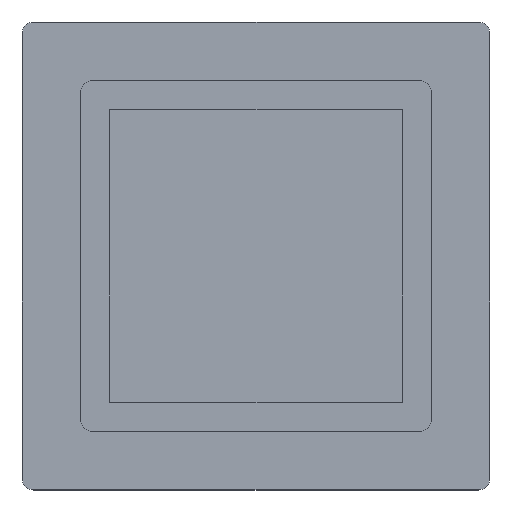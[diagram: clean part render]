
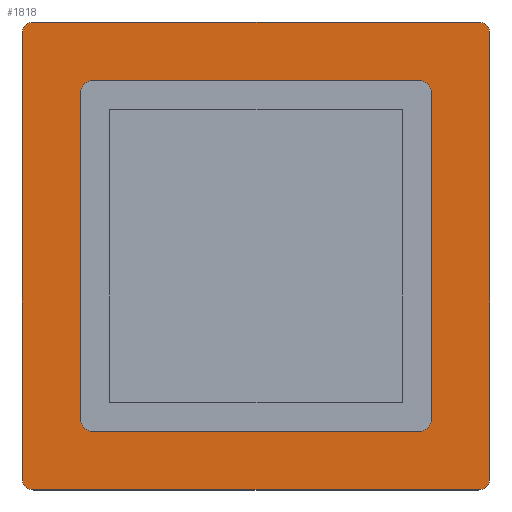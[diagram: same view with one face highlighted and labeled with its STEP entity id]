
A CAD part, top view. The second image highlights one B-rep face of the part: STEP entity #1818.
In plain terms, the highlighted planar face has unit normal (0, 0, 1).
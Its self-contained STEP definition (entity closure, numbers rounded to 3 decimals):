
#47 = CARTESIAN_POINT ( 'NONE',  ( 20., 19., 21. ) ) ;
#48 = VERTEX_POINT ( 'NONE', #1994 ) ;
#66 = EDGE_CURVE ( 'NONE', #1616, #1963, #1187, .T. ) ;
#77 = ORIENTED_EDGE ( 'NONE', *, *, #436, .T. ) ;
#87 = AXIS2_PLACEMENT_3D ( 'NONE', #343, #1177, #1701 ) ;
#131 = CARTESIAN_POINT ( 'NONE',  ( -20., -15., 21. ) ) ;
#140 = EDGE_LOOP ( 'NONE', ( #2182, #1250, #1783, #1396, #2150, #1786, #321, #1679 ) ) ;
#176 = DIRECTION ( 'NONE',  ( 0., 1., 0. ) ) ;
#187 = EDGE_CURVE ( 'NONE', #1496, #509, #661, .T. ) ;
#191 = VECTOR ( 'NONE', #549, 1000. ) ;
#223 = DIRECTION ( 'NONE',  ( 0., 0., -1. ) ) ;
#238 = CARTESIAN_POINT ( 'NONE',  ( 14., 14., 21. ) ) ;
#251 = VERTEX_POINT ( 'NONE', #878 ) ;
#259 = VERTEX_POINT ( 'NONE', #1760 ) ;
#266 = CARTESIAN_POINT ( 'NONE',  ( -15., -14., 21. ) ) ;
#277 = CARTESIAN_POINT ( 'NONE',  ( 14., -14., 21. ) ) ;
#283 = CARTESIAN_POINT ( 'NONE',  ( -15., -20., 21. ) ) ;
#301 = EDGE_CURVE ( 'NONE', #518, #2192, #395, .T. ) ;
#303 = ORIENTED_EDGE ( 'NONE', *, *, #1603, .T. ) ;
#321 = ORIENTED_EDGE ( 'NONE', *, *, #1179, .T. ) ;
#338 = DIRECTION ( 'NONE',  ( 0., 1., 0. ) ) ;
#342 = EDGE_CURVE ( 'NONE', #1180, #259, #689, .T. ) ;
#343 = CARTESIAN_POINT ( 'NONE',  ( -20., -20., 21. ) ) ;
#357 = CARTESIAN_POINT ( 'NONE',  ( -20., 20., 21. ) ) ;
#369 = VECTOR ( 'NONE', #564, 1000. ) ;
#395 = LINE ( 'NONE', #730, #369 ) ;
#398 = EDGE_CURVE ( 'NONE', #259, #1616, #715, .T. ) ;
#405 = DIRECTION ( 'NONE',  ( 0., -1., 0. ) ) ;
#416 = VECTOR ( 'NONE', #338, 1000. ) ;
#436 = EDGE_CURVE ( 'NONE', #1772, #1405, #990, .T. ) ;
#446 = VECTOR ( 'NONE', #719, 1000. ) ;
#456 = DIRECTION ( 'NONE',  ( 0., 0., -1. ) ) ;
#473 = AXIS2_PLACEMENT_3D ( 'NONE', #1647, #1488, #945 ) ;
#478 = EDGE_CURVE ( 'NONE', #2192, #48, #588, .T. ) ;
#485 = AXIS2_PLACEMENT_3D ( 'NONE', #277, #456, #961 ) ;
#493 = ORIENTED_EDGE ( 'NONE', *, *, #1632, .T. ) ;
#509 = VERTEX_POINT ( 'NONE', #1997 ) ;
#518 = VERTEX_POINT ( 'NONE', #639 ) ;
#523 = PLANE ( 'NONE',  #87 ) ;
#549 = DIRECTION ( 'NONE',  ( -1., 0., 0. ) ) ;
#554 = AXIS2_PLACEMENT_3D ( 'NONE', #2220, #1499, #671 ) ;
#564 = DIRECTION ( 'NONE',  ( 1., 0., 0. ) ) ;
#588 = CIRCLE ( 'NONE', #1986, 1. ) ;
#599 = ORIENTED_EDGE ( 'NONE', *, *, #1047, .T. ) ;
#639 = CARTESIAN_POINT ( 'NONE',  ( -14., 15., 21. ) ) ;
#645 = LINE ( 'NONE', #2049, #416 ) ;
#661 = LINE ( 'NONE', #131, #1984 ) ;
#671 = DIRECTION ( 'NONE',  ( 0., 1., 0. ) ) ;
#674 = FACE_OUTER_BOUND ( 'NONE', #140, .T. ) ;
#682 = DIRECTION ( 'NONE',  ( 0., 0., 1. ) ) ;
#689 = CIRCLE ( 'NONE', #1152, 1. ) ;
#698 = CIRCLE ( 'NONE', #738, 1. ) ;
#699 = CARTESIAN_POINT ( 'NONE',  ( -15., 14., 21. ) ) ;
#712 = CARTESIAN_POINT ( 'NONE',  ( -20., 19., 21. ) ) ;
#715 = LINE ( 'NONE', #357, #191 ) ;
#719 = DIRECTION ( 'NONE',  ( 0., -1., 0. ) ) ;
#728 = CARTESIAN_POINT ( 'NONE',  ( 19., -19., 21. ) ) ;
#730 = CARTESIAN_POINT ( 'NONE',  ( -20., 15., 21. ) ) ;
#731 = VECTOR ( 'NONE', #2188, 1000. ) ;
#738 = AXIS2_PLACEMENT_3D ( 'NONE', #1253, #223, #1934 ) ;
#878 = CARTESIAN_POINT ( 'NONE',  ( -19., -20., 21. ) ) ;
#922 = DIRECTION ( 'NONE',  ( 0., 0., -1. ) ) ;
#945 = DIRECTION ( 'NONE',  ( 0., 1., 0. ) ) ;
#961 = DIRECTION ( 'NONE',  ( 0., 1., 0. ) ) ;
#978 = DIRECTION ( 'NONE',  ( 0., 1., 0. ) ) ;
#990 = LINE ( 'NONE', #283, #731 ) ;
#1047 = EDGE_CURVE ( 'NONE', #1405, #518, #1696, .T. ) ;
#1082 = EDGE_CURVE ( 'NONE', #1728, #1180, #645, .T. ) ;
#1083 = DIRECTION ( 'NONE',  ( 1., 0., 0. ) ) ;
#1096 = DIRECTION ( 'NONE',  ( 0., 0., 1. ) ) ;
#1152 = AXIS2_PLACEMENT_3D ( 'NONE', #1716, #1410, #176 ) ;
#1177 = DIRECTION ( 'NONE',  ( 0., 0., 1. ) ) ;
#1179 = EDGE_CURVE ( 'NONE', #1963, #2000, #1583, .T. ) ;
#1180 = VERTEX_POINT ( 'NONE', #47 ) ;
#1187 = CIRCLE ( 'NONE', #473, 1. ) ;
#1190 = FACE_BOUND ( 'NONE', #1920, .T. ) ;
#1242 = LINE ( 'NONE', #1933, #1843 ) ;
#1250 = ORIENTED_EDGE ( 'NONE', *, *, #1613, .T. ) ;
#1253 = CARTESIAN_POINT ( 'NONE',  ( -14., -14., 21. ) ) ;
#1284 = ORIENTED_EDGE ( 'NONE', *, *, #478, .T. ) ;
#1293 = ORIENTED_EDGE ( 'NONE', *, *, #1759, .T. ) ;
#1344 = EDGE_CURVE ( 'NONE', #2000, #251, #1698, .T. ) ;
#1368 = CARTESIAN_POINT ( 'NONE',  ( 14., -15., 21. ) ) ;
#1396 = ORIENTED_EDGE ( 'NONE', *, *, #342, .T. ) ;
#1405 = VERTEX_POINT ( 'NONE', #699 ) ;
#1410 = DIRECTION ( 'NONE',  ( 0., 0., 1. ) ) ;
#1488 = DIRECTION ( 'NONE',  ( 0., 0., 1. ) ) ;
#1496 = VERTEX_POINT ( 'NONE', #1368 ) ;
#1499 = DIRECTION ( 'NONE',  ( 0., 0., -1. ) ) ;
#1555 = AXIS2_PLACEMENT_3D ( 'NONE', #728, #1096, #1755 ) ;
#1583 = LINE ( 'NONE', #1597, #446 ) ;
#1591 = CARTESIAN_POINT ( 'NONE',  ( -19., 20., 21. ) ) ;
#1597 = CARTESIAN_POINT ( 'NONE',  ( -20., 20., 21. ) ) ;
#1601 = LINE ( 'NONE', #2117, #2106 ) ;
#1603 = EDGE_CURVE ( 'NONE', #48, #1706, #1601, .T. ) ;
#1613 = EDGE_CURVE ( 'NONE', #1959, #1728, #2210, .T. ) ;
#1616 = VERTEX_POINT ( 'NONE', #1591 ) ;
#1626 = ORIENTED_EDGE ( 'NONE', *, *, #301, .T. ) ;
#1632 = EDGE_CURVE ( 'NONE', #509, #1772, #698, .T. ) ;
#1647 = CARTESIAN_POINT ( 'NONE',  ( -19., 19., 21. ) ) ;
#1679 = ORIENTED_EDGE ( 'NONE', *, *, #1344, .T. ) ;
#1696 = CIRCLE ( 'NONE', #554, 1. ) ;
#1698 = CIRCLE ( 'NONE', #1813, 1. ) ;
#1701 = DIRECTION ( 'NONE',  ( 0., -1., 0. ) ) ;
#1706 = VERTEX_POINT ( 'NONE', #1800 ) ;
#1716 = CARTESIAN_POINT ( 'NONE',  ( 19., 19., 21. ) ) ;
#1728 = VERTEX_POINT ( 'NONE', #2168 ) ;
#1755 = DIRECTION ( 'NONE',  ( 0., 1., 0. ) ) ;
#1759 = EDGE_CURVE ( 'NONE', #1706, #1496, #2068, .T. ) ;
#1760 = CARTESIAN_POINT ( 'NONE',  ( 19., 20., 21. ) ) ;
#1765 = CARTESIAN_POINT ( 'NONE',  ( 19., -20., 21. ) ) ;
#1772 = VERTEX_POINT ( 'NONE', #266 ) ;
#1783 = ORIENTED_EDGE ( 'NONE', *, *, #1082, .T. ) ;
#1786 = ORIENTED_EDGE ( 'NONE', *, *, #66, .T. ) ;
#1797 = ORIENTED_EDGE ( 'NONE', *, *, #187, .T. ) ;
#1800 = CARTESIAN_POINT ( 'NONE',  ( 15., -14., 21. ) ) ;
#1813 = AXIS2_PLACEMENT_3D ( 'NONE', #1861, #682, #2187 ) ;
#1818 = ADVANCED_FACE ( 'NONE', ( #1190, #674 ), #523, .T. ) ;
#1843 = VECTOR ( 'NONE', #1083, 1000. ) ;
#1861 = CARTESIAN_POINT ( 'NONE',  ( -19., -19., 21. ) ) ;
#1920 = EDGE_LOOP ( 'NONE', ( #77, #599, #1626, #1284, #303, #1293, #1797, #493 ) ) ;
#1933 = CARTESIAN_POINT ( 'NONE',  ( -20., -20., 21. ) ) ;
#1934 = DIRECTION ( 'NONE',  ( 0., 1., 0. ) ) ;
#1959 = VERTEX_POINT ( 'NONE', #1765 ) ;
#1963 = VERTEX_POINT ( 'NONE', #712 ) ;
#1984 = VECTOR ( 'NONE', #2037, 1000. ) ;
#1986 = AXIS2_PLACEMENT_3D ( 'NONE', #238, #922, #978 ) ;
#1994 = CARTESIAN_POINT ( 'NONE',  ( 15., 14., 21. ) ) ;
#1996 = CARTESIAN_POINT ( 'NONE',  ( 14., 15., 21. ) ) ;
#1997 = CARTESIAN_POINT ( 'NONE',  ( -14., -15., 21. ) ) ;
#2000 = VERTEX_POINT ( 'NONE', #2125 ) ;
#2037 = DIRECTION ( 'NONE',  ( -1., 0., 0. ) ) ;
#2049 = CARTESIAN_POINT ( 'NONE',  ( 20., 20., 21. ) ) ;
#2064 = EDGE_CURVE ( 'NONE', #251, #1959, #1242, .T. ) ;
#2068 = CIRCLE ( 'NONE', #485, 1. ) ;
#2106 = VECTOR ( 'NONE', #405, 1000. ) ;
#2117 = CARTESIAN_POINT ( 'NONE',  ( 15., -20., 21. ) ) ;
#2125 = CARTESIAN_POINT ( 'NONE',  ( -20., -19., 21. ) ) ;
#2150 = ORIENTED_EDGE ( 'NONE', *, *, #398, .T. ) ;
#2168 = CARTESIAN_POINT ( 'NONE',  ( 20., -19., 21. ) ) ;
#2182 = ORIENTED_EDGE ( 'NONE', *, *, #2064, .T. ) ;
#2187 = DIRECTION ( 'NONE',  ( 0., 1., 0. ) ) ;
#2188 = DIRECTION ( 'NONE',  ( 0., 1., 0. ) ) ;
#2192 = VERTEX_POINT ( 'NONE', #1996 ) ;
#2210 = CIRCLE ( 'NONE', #1555, 1. ) ;
#2220 = CARTESIAN_POINT ( 'NONE',  ( -14., 14., 21. ) ) ;
